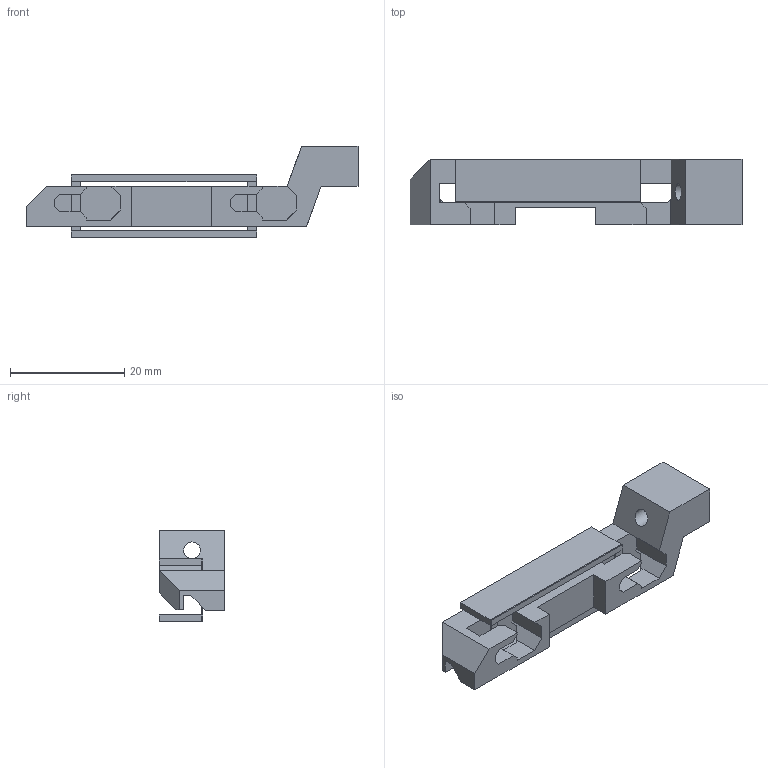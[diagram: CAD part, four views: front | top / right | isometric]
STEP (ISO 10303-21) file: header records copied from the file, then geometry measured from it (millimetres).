
FILE_DESCRIPTION(('FreeCAD Model'),'2;1');
FILE_NAME('Open CASCADE Shape Model','2024-01-24T17:09:59',(''),(''), 'Open CASCADE STEP processor 7.6','FreeCAD','Unknown');
FILE_SCHEMA(('AUTOMOTIVE_DESIGN { 1 0 10303 214 1 1 1 1 }'));
Length unit declared in the file: millimetre
Products named in the file (3): SB_Printhead_Locker_v0_5; Body-Shamfered; Body-Support
Assembly tree (2 placements, depth 2):
  SB_Printhead_Locker_v0_5
    Body-Shamfered
    Body-Support
Bounding box: 58 x 11.5 x 16 mm (x, y, z)
Volume: 3706.9 mm3; surface area: 3921.8 mm2
Topology: 2 solids, 2 shells, 101 faces, 276 edges, 173 vertices
Faces by surface type: plane 100, cylinder 1
Full cylindrical faces by diameter (mm): 2.9 x1
Entity records: 6772 total; most frequent: CARTESIAN_POINT 1120, DIRECTION 1037, LINE 823, VECTOR 823, ORIENTED_EDGE 552, PCURVE 552, DEFINITIONAL_REPRESENTATION 552, EDGE_CURVE 276
